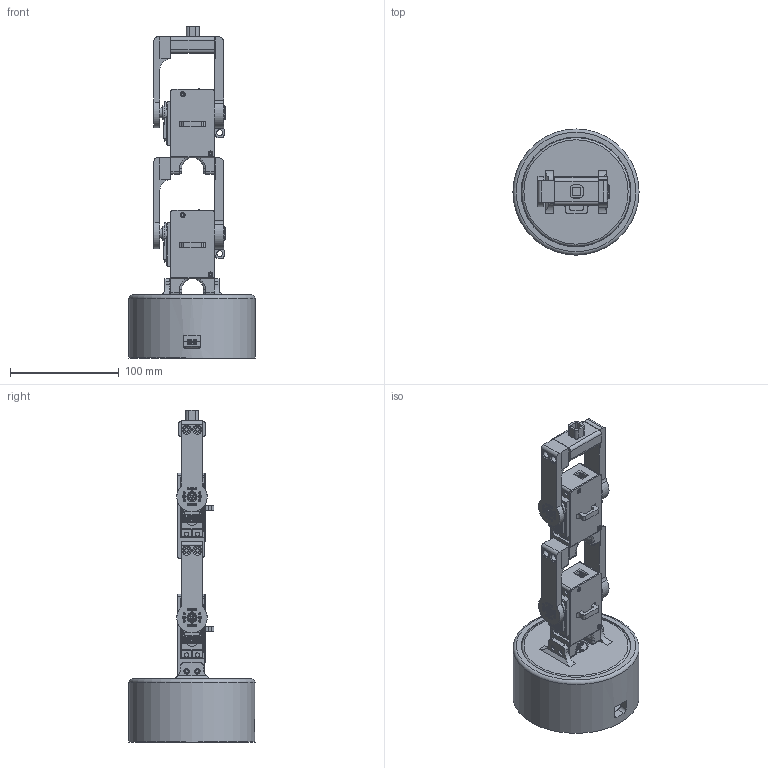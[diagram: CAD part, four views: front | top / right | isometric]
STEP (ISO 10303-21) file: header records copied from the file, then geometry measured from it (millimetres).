
FILE_DESCRIPTION(/* description */ (''),/* implementation_level */ '2;1');
FILE_NAME(/* name */ 'Full Assembly.step',/* time_stamp */ '2025-12-19T21:27:53-08:00',/* author */ (''),/* organization */ (''),/* preprocessor_version */ 'ST-DEVELOPER v20.1',/* originating_system */ 'Autodesk Translation Framework v14.21.0.0',/* authorisation */ '');
FILE_SCHEMA (('AUTOMOTIVE_DESIGN { 1 0 10303 214 3 1 1 }'));
Products named in the file (26): Full Assembly; FullAssembly; JointAssembly; Case Attempt 2; Assembly_Bearing; arm1; arm2; JointAssembly_1; arm_round; Case Attempt 2_1; Main Body; FrontCover; Lid; Assembly_Bearing_1; Inner; Outer; arm1_1; arm1_2; arm2_1; arm2_2; Base; BaseCase; BaseLid; Mg996r; End Effector; Component1
Assembly tree (36 placements, depth 5):
  Full Assembly
    arm_round
    FullAssembly
      JointAssembly
        arm_round
        Case Attempt 2
          Mg996r
          Main Body
          FrontCover
          Lid
        Assembly_Bearing
          Inner
          Outer
        arm1
          arm1_2
        arm2
          arm2_2
      JointAssembly_1
        arm_round
        Case Attempt 2_1
          Mg996r
          Main Body
          FrontCover
          Lid
        Assembly_Bearing_1
          Inner
          Outer
        arm1_1
          arm1_2
        arm2_1
          arm2_2
    Base
      BaseCase
      BaseLid
    Mg996r
    End Effector
      Component1
Bounding box: 116 x 116 x 305.6 mm (x, y, z)
Volume: 491552.6 mm3; surface area: 189242.4 mm2
Topology: 24 solids, 39 shells, 3496 faces, 9270 edges, 6008 vertices
Faces by surface type: plane 1697, bspline 852, cylinder 761, cone 139, torus 27, sphere 20
Full cylindrical faces by diameter (mm): 1.5 x52, 2 x2, 2.2 x8, 2.5 x4, 2.52 x45, 2.9 x4, 3 x7, 3.2 x20, 3.5 x4, 5 x32, 5.3 x4, 5.7 x3, 6.5 x8, 7.25 x3, 7.5 x2, 8 x2, 9 x3, 9.25 x6, 10.8 x3, 13 x2, 13.2 x3, 19 x4, 20.8 x4, 21.2 x2, 22 x2, 100 x1, 101 x2, 116 x1
Entity records: 52789 total; most frequent: CARTESIAN_POINT 20073, ORIENTED_EDGE 7046, DIRECTION 5922, EDGE_CURVE 3523, VERTEX_POINT 2285, LINE 1974, VECTOR 1974, AXIS2_PLACEMENT_3D 1974
